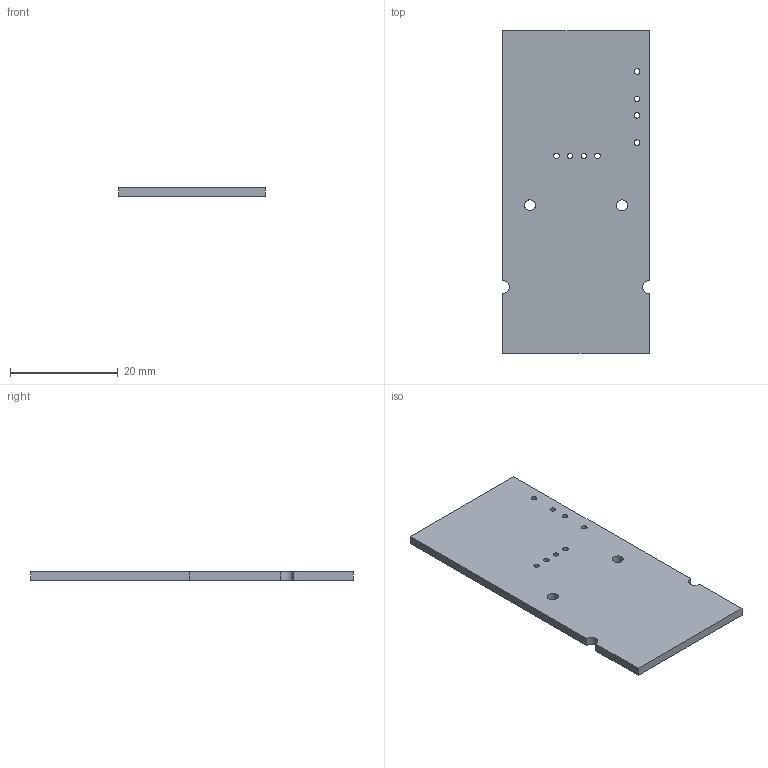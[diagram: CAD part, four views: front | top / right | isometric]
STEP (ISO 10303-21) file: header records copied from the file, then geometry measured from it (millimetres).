
FILE_DESCRIPTION(('KiCad electronic assembly'),'2;1');
FILE_NAME('dsi_esp.step','2024-06-04T13:19:07',('Pcbnew'),('Kicad'), 'Open CASCADE STEP processor 7.8','KiCad to STEP converter','Unknown' );
FILE_SCHEMA(('AUTOMOTIVE_DESIGN { 1 0 10303 214 1 1 1 1 }'));
Length unit declared in the file: millimetre
Products named in the file (2): dsi_esp 1; dsi_esp_PCB
Assembly tree (1 placements, depth 2):
  dsi_esp 1
    dsi_esp_PCB
Bounding box: 27.32 x 60.03 x 1.6 mm (x, y, z)
Volume: 2593.6 mm3; surface area: 3587.5 mm2
Topology: 1 solids, 1 shells, 22 faces, 60 edges, 40 vertices
Faces by surface type: cylinder 12, plane 10
Full cylindrical faces by diameter (mm): 1.016 x8, 2.043 x1, 2.06 x1
Entity records: 785 total; most frequent: DIRECTION 132, CARTESIAN_POINT 124, ORIENTED_EDGE 120, EDGE_CURVE 60, AXIS2_PLACEMENT_3D 48, FACE_BOUND 42, EDGE_LOOP 42, VERTEX_POINT 40
